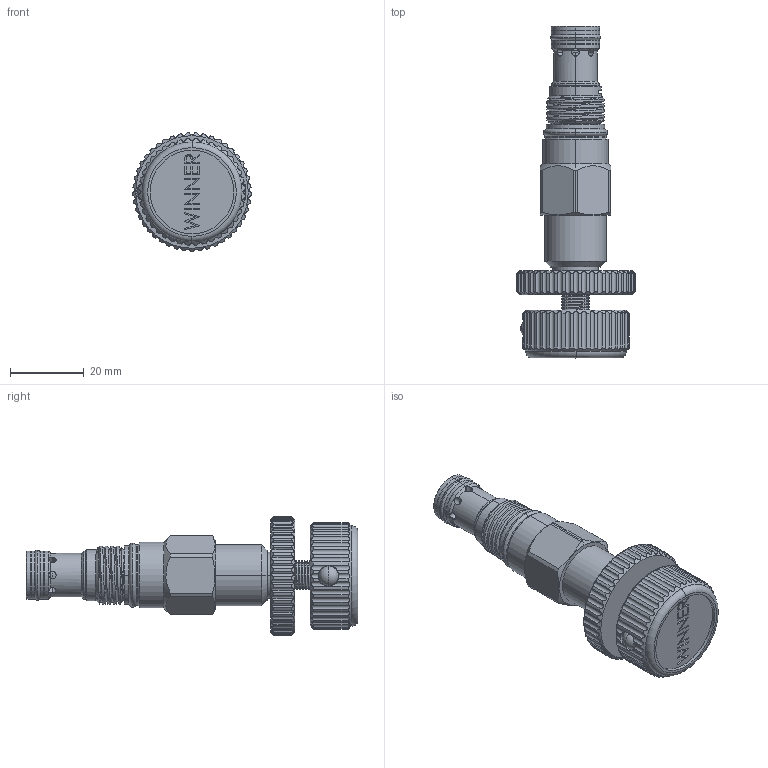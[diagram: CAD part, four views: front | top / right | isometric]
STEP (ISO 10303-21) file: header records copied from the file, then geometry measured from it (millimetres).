
FILE_DESCRIPTION (( 'STEP AP203' ), '1' );
FILE_NAME ('RP162A20-K.STEP', '2016-08-02T06:16:07', ( '' ), ( '' ), 'SwSTEP 2.0', 'SolidWorks 2012', '' );
FILE_SCHEMA (( 'CONFIG_CONTROL_DESIGN' ));
Length unit declared in the file: millimetre
Products named in the file (1): RP162A20-K
Bounding box: 32.2 x 90.24 x 32.18 mm (x, y, z)
Volume: 25978.3 mm3; surface area: 11412.1 mm2
Topology: 5 solids, 16 shells, 786 faces, 2125 edges, 1370 vertices
Faces by surface type: cylinder 446, plane 209, cone 78, bspline 25, torus 24, sphere 4
Entity records: 48713 total; most frequent: CARTESIAN_POINT 29906, ORIENTED_EDGE 4242, DIRECTION 3566, EDGE_CURVE 2121, VERTEX_POINT 1370, AXIS2_PLACEMENT_3D 1370, EDGE_LOOP 831, LINE 826
